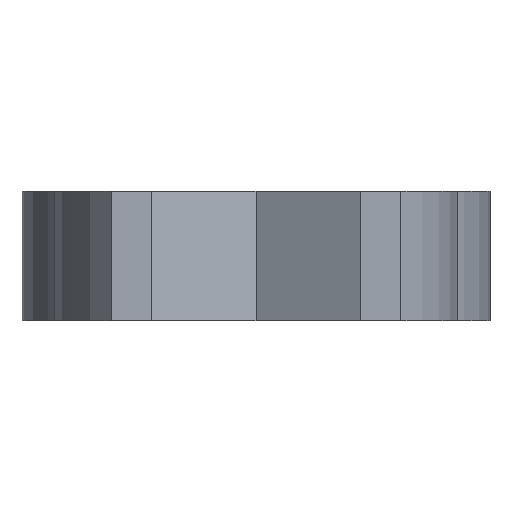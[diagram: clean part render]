
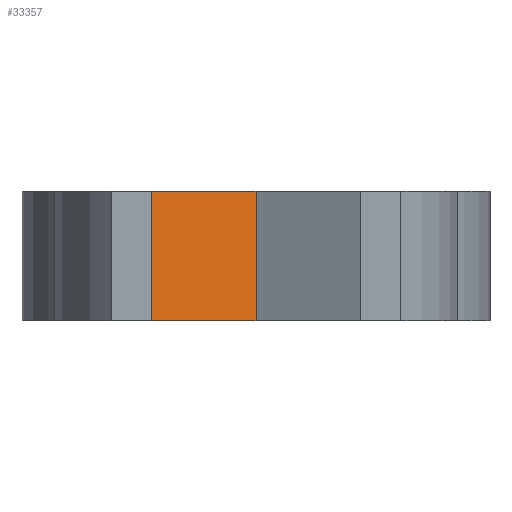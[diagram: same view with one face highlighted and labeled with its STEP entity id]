
A CAD part, left-side view. The second image highlights one B-rep face of the part: STEP entity #33357.
In plain terms, the highlighted planar face has unit normal (-0.866, -0.5, 0).
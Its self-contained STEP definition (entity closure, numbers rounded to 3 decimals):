
#72 = PLANE('',#73);
#73 = AXIS2_PLACEMENT_3D('',#74,#75,#76);
#74 = CARTESIAN_POINT('',(-6.,7.884,4.));
#75 = DIRECTION('',(0.,0.,1.));
#76 = DIRECTION('',(1.,0.,0.));
#126 = PLANE('',#127);
#127 = AXIS2_PLACEMENT_3D('',#128,#129,#130);
#128 = CARTESIAN_POINT('',(-6.,7.884,-4.));
#129 = DIRECTION('',(0.,0.,1.));
#130 = DIRECTION('',(1.,0.,0.));
#323 = VERTEX_POINT('',#324);
#324 = CARTESIAN_POINT('',(-44.4,6.476,-4.));
#338 = PLANE('',#339);
#339 = AXIS2_PLACEMENT_3D('',#340,#341,#342);
#340 = CARTESIAN_POINT('',(-51.8,6.476,-4.));
#341 = DIRECTION('',(0.,1.,0.));
#342 = DIRECTION('',(1.,0.,0.));
#350 = EDGE_CURVE('',#323,#351,#353,.T.);
#351 = VERTEX_POINT('',#352);
#352 = CARTESIAN_POINT('',(-40.661,0.,-4.));
#353 = SURFACE_CURVE('',#354,(#358,#365),.PCURVE_S1.);
#354 = LINE('',#355,#356);
#355 = CARTESIAN_POINT('',(-44.4,6.476,-4.));
#356 = VECTOR('',#357,1.);
#357 = DIRECTION('',(0.5,-0.866,0.));
#358 = PCURVE('',#126,#359);
#359 = DEFINITIONAL_REPRESENTATION('',(#360),#364);
#360 = LINE('',#361,#362);
#361 = CARTESIAN_POINT('',(-38.4,-1.409));
#362 = VECTOR('',#363,1.);
#363 = DIRECTION('',(0.5,-0.866));
#364 = ( GEOMETRIC_REPRESENTATION_CONTEXT(2) 
PARAMETRIC_REPRESENTATION_CONTEXT() REPRESENTATION_CONTEXT('2D SPACE',''
  ) );
#365 = PCURVE('',#366,#371);
#366 = PLANE('',#367);
#367 = AXIS2_PLACEMENT_3D('',#368,#369,#370);
#368 = CARTESIAN_POINT('',(-44.4,6.476,-4.));
#369 = DIRECTION('',(0.866,0.5,0.));
#370 = DIRECTION('',(0.5,-0.866,0.));
#371 = DEFINITIONAL_REPRESENTATION('',(#372),#376);
#372 = LINE('',#373,#374);
#373 = CARTESIAN_POINT('',(0.,0.));
#374 = VECTOR('',#375,1.);
#375 = DIRECTION('',(1.,0.));
#376 = ( GEOMETRIC_REPRESENTATION_CONTEXT(2) 
PARAMETRIC_REPRESENTATION_CONTEXT() REPRESENTATION_CONTEXT('2D SPACE',''
  ) );
#394 = PLANE('',#395);
#395 = AXIS2_PLACEMENT_3D('',#396,#397,#398);
#396 = CARTESIAN_POINT('',(-40.661,0.,-4.));
#397 = DIRECTION('',(0.866,-0.5,0.));
#398 = DIRECTION('',(-0.5,-0.866,0.));
#1011 = VERTEX_POINT('',#1012);
#1012 = CARTESIAN_POINT('',(-44.4,6.476,4.));
#1033 = EDGE_CURVE('',#1011,#1034,#1036,.T.);
#1034 = VERTEX_POINT('',#1035);
#1035 = CARTESIAN_POINT('',(-40.661,0.,4.));
#1036 = SURFACE_CURVE('',#1037,(#1041,#1048),.PCURVE_S1.);
#1037 = LINE('',#1038,#1039);
#1038 = CARTESIAN_POINT('',(-44.4,6.476,4.));
#1039 = VECTOR('',#1040,1.);
#1040 = DIRECTION('',(0.5,-0.866,0.));
#1041 = PCURVE('',#72,#1042);
#1042 = DEFINITIONAL_REPRESENTATION('',(#1043),#1047);
#1043 = LINE('',#1044,#1045);
#1044 = CARTESIAN_POINT('',(-38.4,-1.409));
#1045 = VECTOR('',#1046,1.);
#1046 = DIRECTION('',(0.5,-0.866));
#1047 = ( GEOMETRIC_REPRESENTATION_CONTEXT(2) 
PARAMETRIC_REPRESENTATION_CONTEXT() REPRESENTATION_CONTEXT('2D SPACE',''
  ) );
#1048 = PCURVE('',#366,#1049);
#1049 = DEFINITIONAL_REPRESENTATION('',(#1050),#1054);
#1050 = LINE('',#1051,#1052);
#1051 = CARTESIAN_POINT('',(0.,-8.));
#1052 = VECTOR('',#1053,1.);
#1053 = DIRECTION('',(1.,0.));
#1054 = ( GEOMETRIC_REPRESENTATION_CONTEXT(2) 
PARAMETRIC_REPRESENTATION_CONTEXT() REPRESENTATION_CONTEXT('2D SPACE',''
  ) );
#33309 = EDGE_CURVE('',#323,#1011,#33310,.T.);
#33310 = SURFACE_CURVE('',#33311,(#33315,#33322),.PCURVE_S1.);
#33311 = LINE('',#33312,#33313);
#33312 = CARTESIAN_POINT('',(-44.4,6.476,-4.));
#33313 = VECTOR('',#33314,1.);
#33314 = DIRECTION('',(0.,0.,1.));
#33315 = PCURVE('',#338,#33316);
#33316 = DEFINITIONAL_REPRESENTATION('',(#33317),#33321);
#33317 = LINE('',#33318,#33319);
#33318 = CARTESIAN_POINT('',(7.4,0.));
#33319 = VECTOR('',#33320,1.);
#33320 = DIRECTION('',(0.,-1.));
#33321 = ( GEOMETRIC_REPRESENTATION_CONTEXT(2) 
PARAMETRIC_REPRESENTATION_CONTEXT() REPRESENTATION_CONTEXT('2D SPACE',''
  ) );
#33322 = PCURVE('',#366,#33323);
#33323 = DEFINITIONAL_REPRESENTATION('',(#33324),#33328);
#33324 = LINE('',#33325,#33326);
#33325 = CARTESIAN_POINT('',(0.,0.));
#33326 = VECTOR('',#33327,1.);
#33327 = DIRECTION('',(0.,-1.));
#33328 = ( GEOMETRIC_REPRESENTATION_CONTEXT(2) 
PARAMETRIC_REPRESENTATION_CONTEXT() REPRESENTATION_CONTEXT('2D SPACE',''
  ) );
#33357 = ADVANCED_FACE('',(#33358),#366,.F.);
#33358 = FACE_BOUND('',#33359,.F.);
#33359 = EDGE_LOOP('',(#33360,#33361,#33362,#33383));
#33360 = ORIENTED_EDGE('',*,*,#33309,.T.);
#33361 = ORIENTED_EDGE('',*,*,#1033,.T.);
#33362 = ORIENTED_EDGE('',*,*,#33363,.F.);
#33363 = EDGE_CURVE('',#351,#1034,#33364,.T.);
#33364 = SURFACE_CURVE('',#33365,(#33369,#33376),.PCURVE_S1.);
#33365 = LINE('',#33366,#33367);
#33366 = CARTESIAN_POINT('',(-40.661,0.,-4.));
#33367 = VECTOR('',#33368,1.);
#33368 = DIRECTION('',(0.,0.,1.));
#33369 = PCURVE('',#366,#33370);
#33370 = DEFINITIONAL_REPRESENTATION('',(#33371),#33375);
#33371 = LINE('',#33372,#33373);
#33372 = CARTESIAN_POINT('',(7.477,0.));
#33373 = VECTOR('',#33374,1.);
#33374 = DIRECTION('',(0.,-1.));
#33375 = ( GEOMETRIC_REPRESENTATION_CONTEXT(2) 
PARAMETRIC_REPRESENTATION_CONTEXT() REPRESENTATION_CONTEXT('2D SPACE',''
  ) );
#33376 = PCURVE('',#394,#33377);
#33377 = DEFINITIONAL_REPRESENTATION('',(#33378),#33382);
#33378 = LINE('',#33379,#33380);
#33379 = CARTESIAN_POINT('',(0.,0.));
#33380 = VECTOR('',#33381,1.);
#33381 = DIRECTION('',(0.,-1.));
#33382 = ( GEOMETRIC_REPRESENTATION_CONTEXT(2) 
PARAMETRIC_REPRESENTATION_CONTEXT() REPRESENTATION_CONTEXT('2D SPACE',''
  ) );
#33383 = ORIENTED_EDGE('',*,*,#350,.F.);
